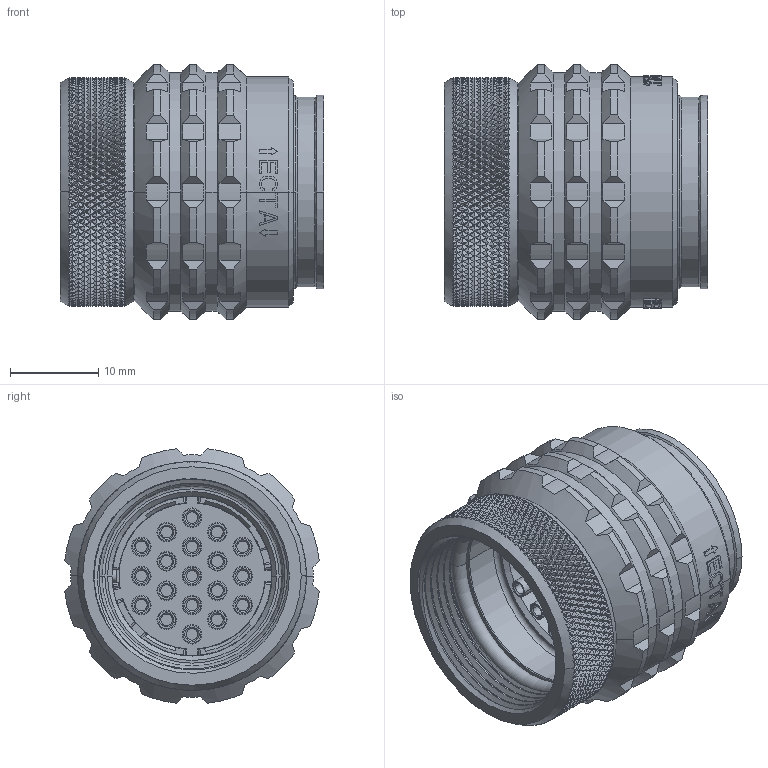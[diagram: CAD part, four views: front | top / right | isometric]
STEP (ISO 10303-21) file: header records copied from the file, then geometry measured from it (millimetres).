
FILE_DESCRIPTION((''),'2;1');
FILE_NAME('1332M319MZ','2024-07-30T16:27:13',('paultorloting'),('NET AG system integration'),'CREO PARAMETRIC BY PTC INC, 2021404','CREO PARAMETRIC BY PTC INC, 2021404','');
FILE_SCHEMA(('AUTOMOTIVE_DESIGN { 1 0 10303 214 1 1 1 1 }'));
Products named in the file (1): 1332M319MZ
Bounding box: 29.8 x 28.79 x 28.79 mm (x, y, z)
Volume: 8519.4 mm3; surface area: 10791.4 mm2
Topology: 1 solids, 2 shells, 7273 faces, 16467 edges, 9349 vertices
Faces by surface type: plane 5383, cylinder 1590, torus 131, cone 117, bspline 44, sphere 8
Entity records: 257549 total; most frequent: CARTESIAN_POINT 57423, ORIENTED_EDGE 32930, DIRECTION 26912, EDGE_CURVE 16465, VERTEX_POINT 9349, AXIS2_PLACEMENT_3D 9051, VECTOR 8807, LINE 8807
